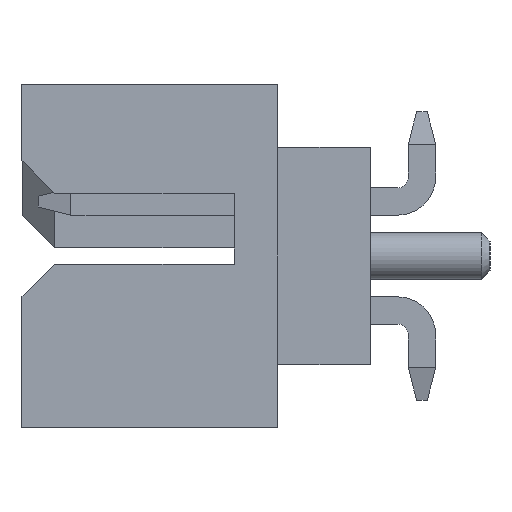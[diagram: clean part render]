
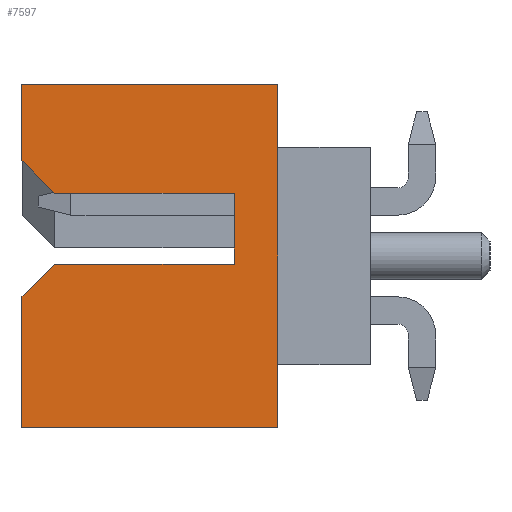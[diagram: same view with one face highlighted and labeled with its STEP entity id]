
A CAD part, left-side view. The second image highlights one B-rep face of the part: STEP entity #7597.
In plain terms, the highlighted planar face has unit normal (-1, 0, 0).
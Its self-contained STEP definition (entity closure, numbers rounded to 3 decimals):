
#1=DIRECTION('',(0.,-1.,0.));
#2=VECTOR('',#1,4.7);
#3=CARTESIAN_POINT('',(-12.325,3.2,-3.15));
#4=LINE('',#3,#2);
#17=DIRECTION('',(0.,0.707,-0.707));
#18=VECTOR('',#17,0.849);
#19=CARTESIAN_POINT('',(-12.325,2.6,-0.15));
#20=LINE('',#19,#18);
#21=DIRECTION('',(0.,-1.,0.));
#22=VECTOR('',#21,3.3);
#23=CARTESIAN_POINT('',(-12.325,2.6,-0.15));
#24=LINE('',#23,#22);
#25=DIRECTION('',(0.,0.,-1.));
#26=VECTOR('',#25,1.3);
#27=CARTESIAN_POINT('',(-12.325,-0.7,1.15));
#28=LINE('',#27,#26);
#29=DIRECTION('',(0.,-1.,0.));
#30=VECTOR('',#29,3.3);
#31=CARTESIAN_POINT('',(-12.325,2.6,1.15));
#32=LINE('',#31,#30);
#33=DIRECTION('',(0.,-0.707,-0.707));
#34=VECTOR('',#33,0.849);
#35=CARTESIAN_POINT('',(-12.325,3.2,1.75));
#36=LINE('',#35,#34);
#37=DIRECTION('',(0.,0.,1.));
#38=VECTOR('',#37,1.4);
#39=CARTESIAN_POINT('',(-12.325,3.2,1.75));
#40=LINE('',#39,#38);
#41=DIRECTION('',(0.,0.,1.));
#42=VECTOR('',#41,6.3);
#43=CARTESIAN_POINT('',(-12.325,-1.5,-3.15));
#44=LINE('',#43,#42);
#45=DIRECTION('',(0.,0.,1.));
#46=VECTOR('',#45,2.4);
#47=CARTESIAN_POINT('',(-12.325,3.2,-3.15));
#48=LINE('',#47,#46);
#1461=DIRECTION('',(0.,-1.,0.));
#1462=VECTOR('',#1461,4.7);
#1463=CARTESIAN_POINT('',(-12.325,3.2,3.15));
#1464=LINE('',#1463,#1462);
#5792=CARTESIAN_POINT('',(-12.325,3.2,-3.15));
#5794=VERTEX_POINT('',#5792);
#5811=CARTESIAN_POINT('',(-12.325,-1.5,-3.15));
#5812=VERTEX_POINT('',#5811);
#5815=CARTESIAN_POINT('',(-12.325,3.2,3.15));
#5816=CARTESIAN_POINT('',(-12.325,-1.5,3.15));
#5817=VERTEX_POINT('',#5815);
#5818=VERTEX_POINT('',#5816);
#5859=CARTESIAN_POINT('',(-12.325,-0.7,1.15));
#5860=CARTESIAN_POINT('',(-12.325,-0.7,-0.15));
#5861=VERTEX_POINT('',#5859);
#5862=VERTEX_POINT('',#5860);
#6067=CARTESIAN_POINT('',(-12.325,2.6,-0.15));
#6068=CARTESIAN_POINT('',(-12.325,3.2,-0.75));
#6069=VERTEX_POINT('',#6067);
#6070=VERTEX_POINT('',#6068);
#6111=CARTESIAN_POINT('',(-12.325,3.2,1.75));
#6112=CARTESIAN_POINT('',(-12.325,2.6,1.15));
#6113=VERTEX_POINT('',#6111);
#6114=VERTEX_POINT('',#6112);
#7571=CARTESIAN_POINT('',(-12.325,3.2,-3.15));
#7572=DIRECTION('',(-1.,0.,0.));
#7573=DIRECTION('',(0.,-1.,0.));
#7574=AXIS2_PLACEMENT_3D('',#7571,#7572,#7573);
#7575=PLANE('',#7574);
#7577=ORIENTED_EDGE('',*,*,#7576,.F.);
#7579=ORIENTED_EDGE('',*,*,#7578,.T.);
#7581=ORIENTED_EDGE('',*,*,#7580,.F.);
#7583=ORIENTED_EDGE('',*,*,#7582,.F.);
#7585=ORIENTED_EDGE('',*,*,#7584,.F.);
#7587=ORIENTED_EDGE('',*,*,#7586,.T.);
#7589=ORIENTED_EDGE('',*,*,#7588,.T.);
#7591=ORIENTED_EDGE('',*,*,#7590,.F.);
#7592=ORIENTED_EDGE('',*,*,#7560,.F.);
#7594=ORIENTED_EDGE('',*,*,#7593,.T.);
#7595=EDGE_LOOP('',(#7577,#7579,#7581,#7583,#7585,#7587,#7589,#7591,#7592,
#7594));
#7596=FACE_OUTER_BOUND('',#7595,.F.);
#7597=ADVANCED_FACE('',(#7596),#7575,.T.);
#7560=EDGE_CURVE('',#5794,#5812,#4,.T.);
#7576=EDGE_CURVE('',#6069,#6070,#20,.T.);
#7578=EDGE_CURVE('',#6069,#5862,#24,.T.);
#7580=EDGE_CURVE('',#5861,#5862,#28,.T.);
#7582=EDGE_CURVE('',#6114,#5861,#32,.T.);
#7584=EDGE_CURVE('',#6113,#6114,#36,.T.);
#7586=EDGE_CURVE('',#6113,#5817,#40,.T.);
#7588=EDGE_CURVE('',#5817,#5818,#1464,.T.);
#7590=EDGE_CURVE('',#5812,#5818,#44,.T.);
#7593=EDGE_CURVE('',#5794,#6070,#48,.T.);
